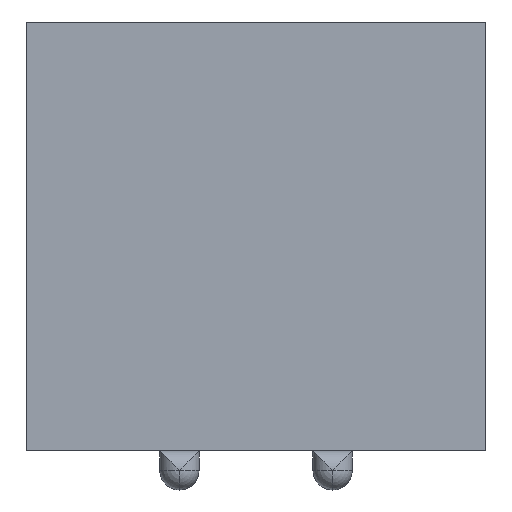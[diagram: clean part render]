
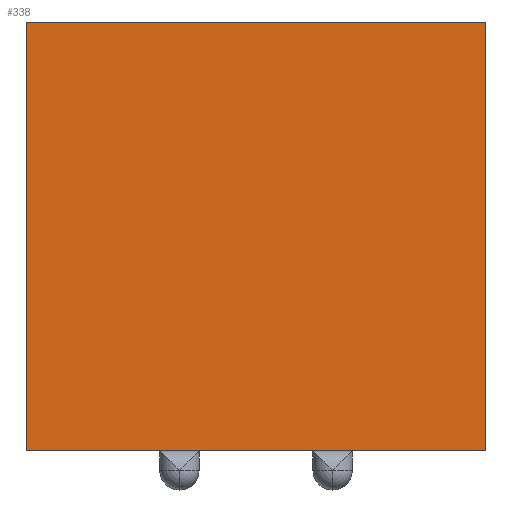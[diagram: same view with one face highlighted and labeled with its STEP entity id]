
A CAD part, front view. The second image highlights one B-rep face of the part: STEP entity #338.
In plain terms, the highlighted planar face has unit normal (0, -1, 0).
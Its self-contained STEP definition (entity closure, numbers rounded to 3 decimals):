
#61 = DIRECTION ( 'NONE',  ( 0., 0., -1. ) ) ;
#208 = VECTOR ( 'NONE', #1758, 1000. ) ;
#288 = VECTOR ( 'NONE', #61, 1000. ) ;
#338 = ADVANCED_FACE ( 'NONE', ( #779 ), #681, .F. ) ;
#362 = EDGE_CURVE ( 'NONE', #1757, #1056, #1086, .T. ) ;
#383 = DIRECTION ( 'NONE',  ( 0., 1., 0. ) ) ;
#441 = VERTEX_POINT ( 'NONE', #1475 ) ;
#499 = CARTESIAN_POINT ( 'NONE',  ( 3.75, -2.95, 0. ) ) ;
#531 = DIRECTION ( 'NONE',  ( 0., 0., 1. ) ) ;
#681 = PLANE ( 'NONE',  #818 ) ;
#714 = VERTEX_POINT ( 'NONE', #499 ) ;
#779 = FACE_OUTER_BOUND ( 'NONE', #1104, .T. ) ;
#805 = EDGE_CURVE ( 'NONE', #1056, #714, #987, .T. ) ;
#818 = AXIS2_PLACEMENT_3D ( 'NONE', #1578, #383, #531 ) ;
#856 = CARTESIAN_POINT ( 'NONE',  ( -3.75, -2.95, 7. ) ) ;
#987 = LINE ( 'NONE', #1102, #288 ) ;
#1038 = CARTESIAN_POINT ( 'NONE',  ( -3.75, -2.95, 7. ) ) ;
#1056 = VERTEX_POINT ( 'NONE', #1738 ) ;
#1068 = ORIENTED_EDGE ( 'NONE', *, *, #1186, .T. ) ;
#1086 = LINE ( 'NONE', #1708, #1153 ) ;
#1102 = CARTESIAN_POINT ( 'NONE',  ( 3.75, -2.95, 7. ) ) ;
#1104 = EDGE_LOOP ( 'NONE', ( #1126, #1817, #1763, #1068 ) ) ;
#1126 = ORIENTED_EDGE ( 'NONE', *, *, #1510, .T. ) ;
#1153 = VECTOR ( 'NONE', #1279, 1000. ) ;
#1185 = VECTOR ( 'NONE', #1433, 1000. ) ;
#1186 = EDGE_CURVE ( 'NONE', #1757, #441, #1837, .T. ) ;
#1279 = DIRECTION ( 'NONE',  ( 1., 0., 0. ) ) ;
#1299 = CARTESIAN_POINT ( 'NONE',  ( -3.75, -2.95, 0. ) ) ;
#1433 = DIRECTION ( 'NONE',  ( 1., 0., 0. ) ) ;
#1475 = CARTESIAN_POINT ( 'NONE',  ( -3.75, -2.95, 0. ) ) ;
#1510 = EDGE_CURVE ( 'NONE', #441, #714, #1531, .T. ) ;
#1531 = LINE ( 'NONE', #1299, #1185 ) ;
#1578 = CARTESIAN_POINT ( 'NONE',  ( -3.75, -2.95, 7. ) ) ;
#1708 = CARTESIAN_POINT ( 'NONE',  ( -3.75, -2.95, 7. ) ) ;
#1738 = CARTESIAN_POINT ( 'NONE',  ( 3.75, -2.95, 7. ) ) ;
#1757 = VERTEX_POINT ( 'NONE', #856 ) ;
#1758 = DIRECTION ( 'NONE',  ( 0., 0., -1. ) ) ;
#1763 = ORIENTED_EDGE ( 'NONE', *, *, #362, .F. ) ;
#1817 = ORIENTED_EDGE ( 'NONE', *, *, #805, .F. ) ;
#1837 = LINE ( 'NONE', #1038, #208 ) ;
